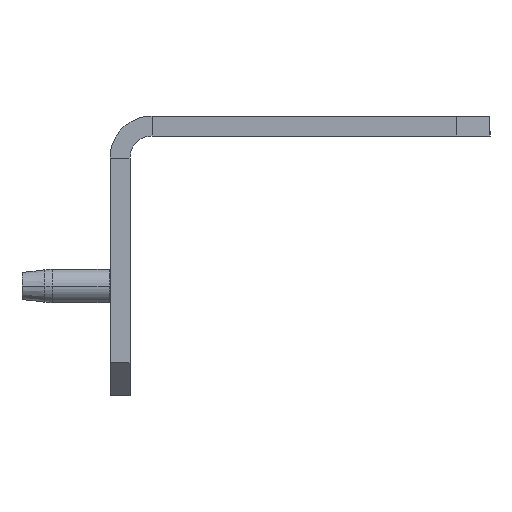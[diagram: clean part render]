
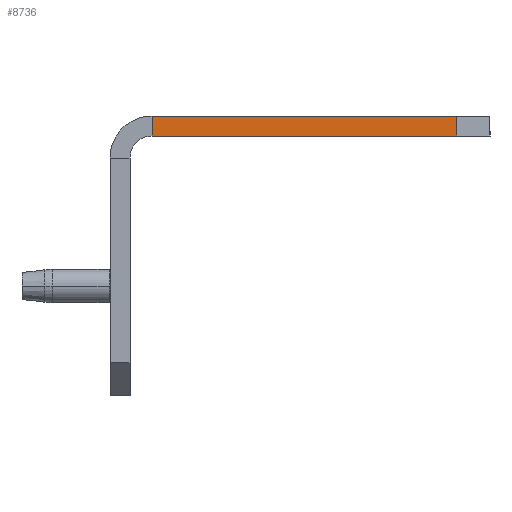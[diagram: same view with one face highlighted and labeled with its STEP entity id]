
A CAD part, left-side view. The second image highlights one B-rep face of the part: STEP entity #8736.
In plain terms, the highlighted planar face has unit normal (-1, 0, 0).
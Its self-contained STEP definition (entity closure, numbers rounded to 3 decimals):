
#1 = CARTESIAN_POINT ( 'NONE',  ( -287.5, -21., -3.3 ) ) ;
#182 = AXIS2_PLACEMENT_3D ( 'NONE', #5501, #8902, #3706 ) ;
#217 = CARTESIAN_POINT ( 'NONE',  ( -287.5, -21., -49. ) ) ;
#423 = LINE ( 'NONE', #10940, #703 ) ;
#672 = CARTESIAN_POINT ( 'NONE',  ( -287.5, -18., -3.3 ) ) ;
#703 = VECTOR ( 'NONE', #1166, 1000. ) ;
#1166 = DIRECTION ( 'NONE',  ( 0., 0., -1. ) ) ;
#1314 = ORIENTED_EDGE ( 'NONE', *, *, #3583, .F. ) ;
#2091 = EDGE_CURVE ( 'NONE', #3165, #3049, #2466, .T. ) ;
#2248 = DIRECTION ( 'NONE',  ( 0., -1., 0. ) ) ;
#2353 = CARTESIAN_POINT ( 'NONE',  ( -287.5, -18., -54. ) ) ;
#2466 = LINE ( 'NONE', #2353, #11348 ) ;
#2822 = PLANE ( 'NONE',  #182 ) ;
#3049 = VERTEX_POINT ( 'NONE', #10812 ) ;
#3165 = VERTEX_POINT ( 'NONE', #672 ) ;
#3583 = EDGE_CURVE ( 'NONE', #10970, #5763, #423, .T. ) ;
#3706 = DIRECTION ( 'NONE',  ( 0., 0., -1. ) ) ;
#3720 = EDGE_CURVE ( 'NONE', #3165, #10970, #5133, .T. ) ;
#3978 = VECTOR ( 'NONE', #2248, 1000. ) ;
#4542 = CARTESIAN_POINT ( 'NONE',  ( -287.5, -21., -49. ) ) ;
#4689 = ORIENTED_EDGE ( 'NONE', *, *, #2091, .T. ) ;
#4754 = EDGE_CURVE ( 'NONE', #3049, #5763, #7704, .T. ) ;
#5133 = LINE ( 'NONE', #9297, #3978 ) ;
#5501 = CARTESIAN_POINT ( 'NONE',  ( -287.5, -21., -54. ) ) ;
#5750 = VECTOR ( 'NONE', #9970, 1000. ) ;
#5763 = VERTEX_POINT ( 'NONE', #4542 ) ;
#6544 = EDGE_LOOP ( 'NONE', ( #4689, #10547, #1314, #6707 ) ) ;
#6707 = ORIENTED_EDGE ( 'NONE', *, *, #3720, .F. ) ;
#7704 = LINE ( 'NONE', #217, #5750 ) ;
#8736 = ADVANCED_FACE ( 'NONE', ( #11361 ), #2822, .F. ) ;
#8902 = DIRECTION ( 'NONE',  ( 1., 0., 0. ) ) ;
#9297 = CARTESIAN_POINT ( 'NONE',  ( -287.5, -18., -3.3 ) ) ;
#9326 = DIRECTION ( 'NONE',  ( 0., 0., -1. ) ) ;
#9970 = DIRECTION ( 'NONE',  ( 0., -1., 0. ) ) ;
#10547 = ORIENTED_EDGE ( 'NONE', *, *, #4754, .T. ) ;
#10812 = CARTESIAN_POINT ( 'NONE',  ( -287.5, -18., -49. ) ) ;
#10940 = CARTESIAN_POINT ( 'NONE',  ( -287.5, -21., 0. ) ) ;
#10970 = VERTEX_POINT ( 'NONE', #1 ) ;
#11348 = VECTOR ( 'NONE', #9326, 1000. ) ;
#11361 = FACE_OUTER_BOUND ( 'NONE', #6544, .T. ) ;
